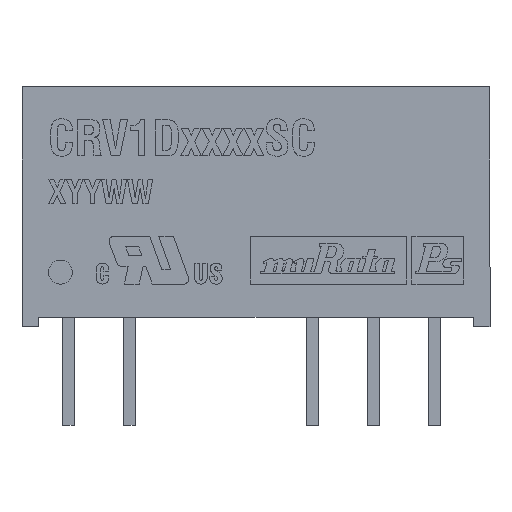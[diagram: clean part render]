
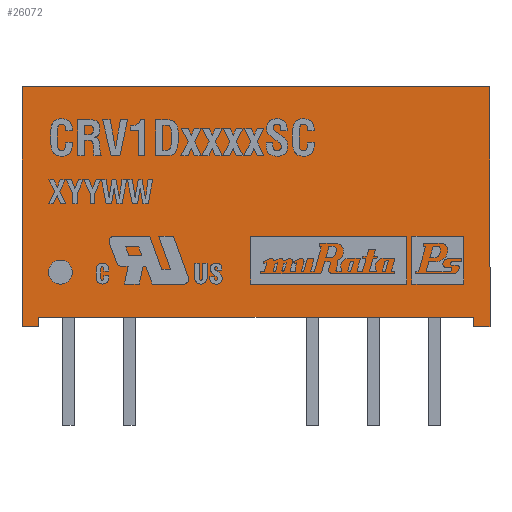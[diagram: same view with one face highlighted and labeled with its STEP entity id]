
A CAD part, top view. The second image highlights one B-rep face of the part: STEP entity #26072.
In plain terms, the highlighted planar face has unit normal (0, 0, 1).
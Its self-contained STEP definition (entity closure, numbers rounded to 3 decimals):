
#369 = EDGE_CURVE ( 'NONE', #29849, #4844, #17143, .T. ) ;
#2793 = CARTESIAN_POINT ( 'NONE',  ( 17.57, 0., 4.87 ) ) ;
#2798 = VECTOR ( 'NONE', #5953, 1000. ) ;
#2954 = CARTESIAN_POINT ( 'NONE',  ( -1.23, 0.4, 4.87 ) ) ;
#2965 = CARTESIAN_POINT ( 'NONE',  ( 16.87, 0.4, 4.87 ) ) ;
#3198 = ORIENTED_EDGE ( 'NONE', *, *, #25062, .T. ) ;
#4575 = VECTOR ( 'NONE', #14211, 1000. ) ;
#4844 = VERTEX_POINT ( 'NONE', #24772 ) ;
#4865 = VECTOR ( 'NONE', #26235, 1000. ) ;
#5425 = EDGE_CURVE ( 'NONE', #15144, #21404, #33768, .T. ) ;
#5505 = DIRECTION ( 'NONE',  ( 0., 0., -1. ) ) ;
#5953 = DIRECTION ( 'NONE',  ( 0., 1., 0. ) ) ;
#6652 = CARTESIAN_POINT ( 'NONE',  ( -1.23, 0., 4.87 ) ) ;
#7229 = ORIENTED_EDGE ( 'NONE', *, *, #369, .T. ) ;
#7525 = VERTEX_POINT ( 'NONE', #14378 ) ;
#7833 = EDGE_CURVE ( 'NONE', #17900, #29849, #17664, .T. ) ;
#8704 = DIRECTION ( 'NONE',  ( 1., 0., 0. ) ) ;
#11150 = VERTEX_POINT ( 'NONE', #2793 ) ;
#11233 = CARTESIAN_POINT ( 'NONE',  ( 16.87, 0.4, 4.87 ) ) ;
#11606 = VECTOR ( 'NONE', #20287, 1000. ) ;
#11977 = VECTOR ( 'NONE', #30068, 1000. ) ;
#12084 = DIRECTION ( 'NONE',  ( 0., -1., 0. ) ) ;
#12947 = CARTESIAN_POINT ( 'NONE',  ( 16.87, 0., 4.87 ) ) ;
#14211 = DIRECTION ( 'NONE',  ( 1., 0., 0. ) ) ;
#14378 = CARTESIAN_POINT ( 'NONE',  ( -1.93, 10., 4.87 ) ) ;
#14598 = FACE_OUTER_BOUND ( 'NONE', #24801, .T. ) ;
#15144 = VERTEX_POINT ( 'NONE', #2965 ) ;
#15676 = LINE ( 'NONE', #25269, #30735 ) ;
#17039 = CARTESIAN_POINT ( 'NONE',  ( -1.23, 0., 4.87 ) ) ;
#17143 = LINE ( 'NONE', #2954, #2798 ) ;
#17464 = CARTESIAN_POINT ( 'NONE',  ( 17.57, 0., 4.87 ) ) ;
#17664 = LINE ( 'NONE', #6652, #31860 ) ;
#17900 = VERTEX_POINT ( 'NONE', #25270 ) ;
#18185 = ORIENTED_EDGE ( 'NONE', *, *, #5425, .T. ) ;
#18654 = ORIENTED_EDGE ( 'NONE', *, *, #19455, .T. ) ;
#19455 = EDGE_CURVE ( 'NONE', #4844, #15144, #19639, .T. ) ;
#19639 = LINE ( 'NONE', #11233, #4575 ) ;
#20287 = DIRECTION ( 'NONE',  ( 1., 0., 0. ) ) ;
#20303 = ORIENTED_EDGE ( 'NONE', *, *, #7833, .T. ) ;
#20364 = CARTESIAN_POINT ( 'NONE',  ( -1.93, 0., 4.87 ) ) ;
#20927 = AXIS2_PLACEMENT_3D ( 'NONE', #22510, #5505, #25356 ) ;
#21404 = VERTEX_POINT ( 'NONE', #31021 ) ;
#21563 = ORIENTED_EDGE ( 'NONE', *, *, #34957, .T. ) ;
#22240 = ORIENTED_EDGE ( 'NONE', *, *, #25203, .T. ) ;
#22500 = LINE ( 'NONE', #20364, #30099 ) ;
#22510 = CARTESIAN_POINT ( 'NONE',  ( -1.93, 0., 4.87 ) ) ;
#23364 = CARTESIAN_POINT ( 'NONE',  ( 17.57, 10., 4.87 ) ) ;
#24010 = ORIENTED_EDGE ( 'NONE', *, *, #29936, .T. ) ;
#24138 = VERTEX_POINT ( 'NONE', #33859 ) ;
#24772 = CARTESIAN_POINT ( 'NONE',  ( -1.23, 0.4, 4.87 ) ) ;
#24801 = EDGE_LOOP ( 'NONE', ( #20303, #7229, #18654, #18185, #22240, #21563, #3198, #24010 ) ) ;
#25062 = EDGE_CURVE ( 'NONE', #24138, #7525, #15676, .T. ) ;
#25203 = EDGE_CURVE ( 'NONE', #21404, #11150, #26737, .T. ) ;
#25269 = CARTESIAN_POINT ( 'NONE',  ( -1.93, 10., 4.87 ) ) ;
#25270 = CARTESIAN_POINT ( 'NONE',  ( -1.93, 0., 4.87 ) ) ;
#25356 = DIRECTION ( 'NONE',  ( -1., 0., 0. ) ) ;
#26072 = ADVANCED_FACE ( 'NONE', ( #14598 ), #28091, .F. ) ;
#26235 = DIRECTION ( 'NONE',  ( 0., 1., 0. ) ) ;
#26737 = LINE ( 'NONE', #17464, #11606 ) ;
#27508 = LINE ( 'NONE', #23364, #4865 ) ;
#28091 = PLANE ( 'NONE',  #20927 ) ;
#28129 = DIRECTION ( 'NONE',  ( -1., 0., 0. ) ) ;
#29849 = VERTEX_POINT ( 'NONE', #17039 ) ;
#29936 = EDGE_CURVE ( 'NONE', #7525, #17900, #22500, .T. ) ;
#30068 = DIRECTION ( 'NONE',  ( 0., -1., 0. ) ) ;
#30099 = VECTOR ( 'NONE', #12084, 1000. ) ;
#30735 = VECTOR ( 'NONE', #28129, 1000. ) ;
#31021 = CARTESIAN_POINT ( 'NONE',  ( 16.87, 0., 4.87 ) ) ;
#31860 = VECTOR ( 'NONE', #8704, 1000. ) ;
#33768 = LINE ( 'NONE', #12947, #11977 ) ;
#33859 = CARTESIAN_POINT ( 'NONE',  ( 17.57, 10., 4.87 ) ) ;
#34957 = EDGE_CURVE ( 'NONE', #11150, #24138, #27508, .T. ) ;
